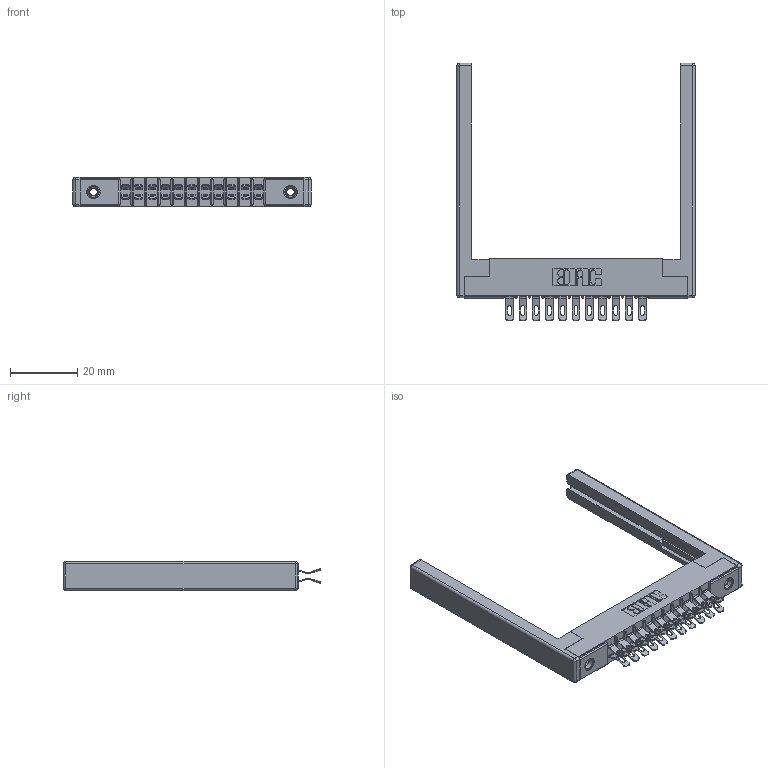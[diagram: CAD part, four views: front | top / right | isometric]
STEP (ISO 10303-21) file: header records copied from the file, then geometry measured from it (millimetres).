
FILE_DESCRIPTION (( 'STEP AP203' ), '1' );
FILE_NAME ('355-022-555-568.STEP', '2019-09-11T04:19:34', ( '' ), ( '' ), 'SwSTEP 2.0', 'SolidWorks 2016', '' );
FILE_SCHEMA (( 'CONFIG_CONTROL_DESIGN' ));
Length unit declared in the file: inch
Products named in the file (5): 345-250-001_345-250-001-102; 307-220-068; 305-290-001_555; 305 Part_.156 Dia; 355-022-555-568
Assembly tree (27 placements, depth 2):
  355-022-555-568
    305 Part_.156 Dia
    305-290-001_555  x22
    345-250-001_345-250-001-102  x2
    307-220-068  x2
Bounding box: 71.02 x 76.71 x 8.71 mm (x, y, z)
Volume: 8949.9 mm3; surface area: 12382.6 mm2
Topology: 27 solids, 27 shells, 1722 faces, 5051 edges, 3286 vertices
Faces by surface type: plane 860, cylinder 794, sphere 52, cone 12, torus 4
Entity records: 19067 total; most frequent: CARTESIAN_POINT 3146, ORIENTED_EDGE 3100, DIRECTION 3082, EDGE_CURVE 1550, VECTOR 1190, LINE 1190, VERTEX_POINT 994, AXIS2_PLACEMENT_3D 946
